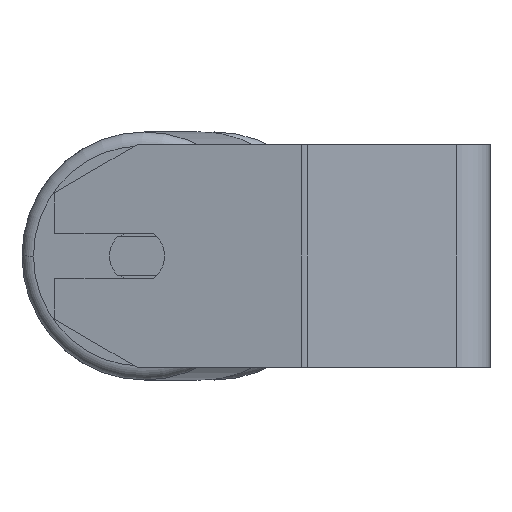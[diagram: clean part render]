
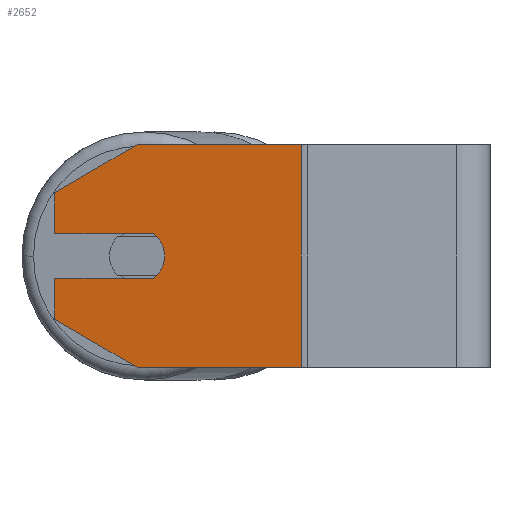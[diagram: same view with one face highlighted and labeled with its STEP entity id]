
A CAD part, left-side view. The second image highlights one B-rep face of the part: STEP entity #2652.
In plain terms, the highlighted planar face has unit normal (-0.985, 0.174, 0).
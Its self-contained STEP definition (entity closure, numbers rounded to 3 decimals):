
#65 = EDGE_CURVE ( 'NONE', #1845, #1503, #3601, .T. ) ;
#107 = EDGE_CURVE ( 'NONE', #872, #4001, #3561, .T. ) ;
#161 = CARTESIAN_POINT ( 'NONE',  ( -224.221, 156.147, 22.679 ) ) ;
#262 = CARTESIAN_POINT ( 'NONE',  ( -224.221, 156.147, 8. ) ) ;
#278 = VERTEX_POINT ( 'NONE', #6220 ) ;
#294 = VECTOR ( 'NONE', #7848, 1000. ) ;
#326 = DIRECTION ( 'NONE',  ( -0.174, -0.985, 0. ) ) ;
#374 = CARTESIAN_POINT ( 'NONE',  ( -239.818, 67.696, -40. ) ) ;
#705 = CIRCLE ( 'NONE', #8051, 10. ) ;
#872 = VERTEX_POINT ( 'NONE', #1316 ) ;
#934 = VECTOR ( 'NONE', #4270, 1000. ) ;
#1288 = CARTESIAN_POINT ( 'NONE',  ( -230.473, 120.694, 8. ) ) ;
#1316 = CARTESIAN_POINT ( 'NONE',  ( -224.221, 156.147, 22.679 ) ) ;
#1415 = EDGE_CURVE ( 'NONE', #5939, #6338, #705, .T. ) ;
#1499 = DIRECTION ( 'NONE',  ( 0., 0., -1. ) ) ;
#1503 = VERTEX_POINT ( 'NONE', #7634 ) ;
#1509 = CARTESIAN_POINT ( 'NONE',  ( -224.221, 156.147, 40. ) ) ;
#1554 = DIRECTION ( 'NONE',  ( 0., 0., -1. ) ) ;
#1569 = ORIENTED_EDGE ( 'NONE', *, *, #65, .T. ) ;
#1598 = CARTESIAN_POINT ( 'NONE',  ( -231.167, 116.755, 0. ) ) ;
#1711 = ORIENTED_EDGE ( 'NONE', *, *, #4746, .T. ) ;
#1812 = DIRECTION ( 'NONE',  ( 0.985, -0.174, 0. ) ) ;
#1845 = VERTEX_POINT ( 'NONE', #6700 ) ;
#1893 = VECTOR ( 'NONE', #7996, 1000. ) ;
#2110 = VERTEX_POINT ( 'NONE', #5247 ) ;
#2153 = VECTOR ( 'NONE', #2615, 1000. ) ;
#2160 = ORIENTED_EDGE ( 'NONE', *, *, #107, .T. ) ;
#2221 = LINE ( 'NONE', #7535, #934 ) ;
#2222 = ORIENTED_EDGE ( 'NONE', *, *, #6647, .F. ) ;
#2391 = EDGE_CURVE ( 'NONE', #5491, #872, #6674, .T. ) ;
#2615 = DIRECTION ( 'NONE',  ( 0.174, 0.985, 0. ) ) ;
#2649 = ORIENTED_EDGE ( 'NONE', *, *, #3889, .F. ) ;
#2652 = ADVANCED_FACE ( 'NONE', ( #6357 ), #3056, .F. ) ;
#3034 = CARTESIAN_POINT ( 'NONE',  ( -230.473, 120.694, -8. ) ) ;
#3056 = PLANE ( 'NONE',  #5806 ) ;
#3145 = VERTEX_POINT ( 'NONE', #374 ) ;
#3186 = CARTESIAN_POINT ( 'NONE',  ( -224.221, 156.147, 40. ) ) ;
#3312 = ORIENTED_EDGE ( 'NONE', *, *, #5620, .F. ) ;
#3347 = EDGE_LOOP ( 'NONE', ( #3813, #3312, #1569, #4136, #1711, #2649, #7084, #3980, #2160, #7702, #2222 ) ) ;
#3424 = CARTESIAN_POINT ( 'NONE',  ( -229.431, 126.603, 40. ) ) ;
#3524 = VECTOR ( 'NONE', #1554, 1000. ) ;
#3561 = LINE ( 'NONE', #4793, #5559 ) ;
#3601 = LINE ( 'NONE', #1509, #3524 ) ;
#3680 = EDGE_CURVE ( 'NONE', #278, #4001, #7156, .T. ) ;
#3813 = ORIENTED_EDGE ( 'NONE', *, *, #1415, .F. ) ;
#3889 = EDGE_CURVE ( 'NONE', #2110, #3145, #7205, .T. ) ;
#3967 = EDGE_CURVE ( 'NONE', #5491, #2110, #2221, .T. ) ;
#3980 = ORIENTED_EDGE ( 'NONE', *, *, #2391, .T. ) ;
#4001 = VERTEX_POINT ( 'NONE', #262 ) ;
#4136 = ORIENTED_EDGE ( 'NONE', *, *, #8100, .T. ) ;
#4270 = DIRECTION ( 'NONE',  ( -0.174, -0.985, 0. ) ) ;
#4348 = VECTOR ( 'NONE', #4975, 1000. ) ;
#4493 = CIRCLE ( 'NONE', #5305, 10. ) ;
#4746 = EDGE_CURVE ( 'NONE', #4777, #3145, #6748, .T. ) ;
#4764 = DIRECTION ( 'NONE',  ( 0.15, 0.853, -0.5 ) ) ;
#4777 = VERTEX_POINT ( 'NONE', #6159 ) ;
#4793 = CARTESIAN_POINT ( 'NONE',  ( -224.221, 156.147, 40. ) ) ;
#4934 = CARTESIAN_POINT ( 'NONE',  ( -224.221, 156.147, -40. ) ) ;
#4975 = DIRECTION ( 'NONE',  ( -0.174, -0.985, 0. ) ) ;
#5125 = VECTOR ( 'NONE', #4764, 1000. ) ;
#5247 = CARTESIAN_POINT ( 'NONE',  ( -239.818, 67.696, 40. ) ) ;
#5253 = LINE ( 'NONE', #5338, #294 ) ;
#5305 = AXIS2_PLACEMENT_3D ( 'NONE', #6696, #8067, #6015 ) ;
#5338 = CARTESIAN_POINT ( 'NONE',  ( -229.431, 126.603, -40. ) ) ;
#5491 = VERTEX_POINT ( 'NONE', #3424 ) ;
#5559 = VECTOR ( 'NONE', #7340, 1000. ) ;
#5620 = EDGE_CURVE ( 'NONE', #1845, #5939, #6251, .T. ) ;
#5678 = DIRECTION ( 'NONE',  ( 0.174, 0.985, 0. ) ) ;
#5806 = AXIS2_PLACEMENT_3D ( 'NONE', #3186, #1812, #5678 ) ;
#5939 = VERTEX_POINT ( 'NONE', #8172 ) ;
#6015 = DIRECTION ( 'NONE',  ( -0.174, -0.985, 0. ) ) ;
#6159 = CARTESIAN_POINT ( 'NONE',  ( -229.431, 126.603, -40. ) ) ;
#6191 = CARTESIAN_POINT ( 'NONE',  ( -229.431, 126.603, 0. ) ) ;
#6220 = CARTESIAN_POINT ( 'NONE',  ( -230.473, 120.694, 8. ) ) ;
#6251 = LINE ( 'NONE', #3034, #4348 ) ;
#6338 = VERTEX_POINT ( 'NONE', #1598 ) ;
#6357 = FACE_OUTER_BOUND ( 'NONE', #3347, .T. ) ;
#6647 = EDGE_CURVE ( 'NONE', #6338, #278, #4493, .T. ) ;
#6674 = LINE ( 'NONE', #161, #5125 ) ;
#6696 = CARTESIAN_POINT ( 'NONE',  ( -229.431, 126.603, 0. ) ) ;
#6700 = CARTESIAN_POINT ( 'NONE',  ( -224.221, 156.147, -8. ) ) ;
#6748 = LINE ( 'NONE', #4934, #1893 ) ;
#6838 = DIRECTION ( 'NONE',  ( -0.985, 0.174, 0. ) ) ;
#7084 = ORIENTED_EDGE ( 'NONE', *, *, #3967, .F. ) ;
#7156 = LINE ( 'NONE', #1288, #2153 ) ;
#7205 = LINE ( 'NONE', #7331, #8010 ) ;
#7331 = CARTESIAN_POINT ( 'NONE',  ( -239.818, 67.696, 40. ) ) ;
#7340 = DIRECTION ( 'NONE',  ( 0., 0., -1. ) ) ;
#7535 = CARTESIAN_POINT ( 'NONE',  ( -224.221, 156.147, 40. ) ) ;
#7634 = CARTESIAN_POINT ( 'NONE',  ( -224.221, 156.147, -22.679 ) ) ;
#7702 = ORIENTED_EDGE ( 'NONE', *, *, #3680, .F. ) ;
#7848 = DIRECTION ( 'NONE',  ( -0.15, -0.853, -0.5 ) ) ;
#7996 = DIRECTION ( 'NONE',  ( -0.174, -0.985, 0. ) ) ;
#8010 = VECTOR ( 'NONE', #1499, 1000. ) ;
#8051 = AXIS2_PLACEMENT_3D ( 'NONE', #6191, #6838, #326 ) ;
#8067 = DIRECTION ( 'NONE',  ( -0.985, 0.174, 0. ) ) ;
#8100 = EDGE_CURVE ( 'NONE', #1503, #4777, #5253, .T. ) ;
#8172 = CARTESIAN_POINT ( 'NONE',  ( -230.473, 120.694, -8. ) ) ;
